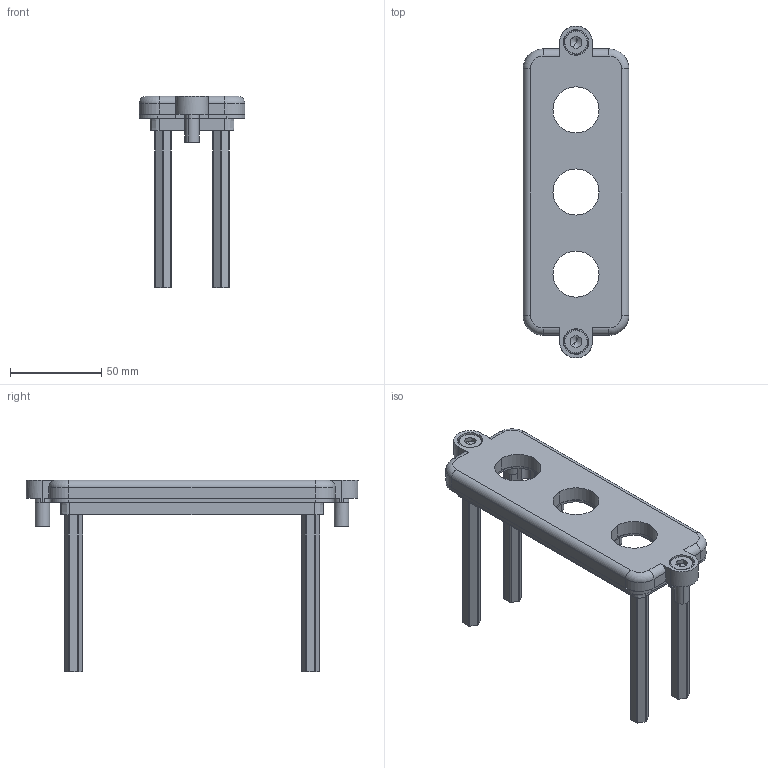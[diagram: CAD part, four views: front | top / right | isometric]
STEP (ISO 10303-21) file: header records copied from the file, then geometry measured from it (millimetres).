
FILE_DESCRIPTION(('CATIA V5 STEP Exchange','CAx-IF Rec.Pracs.--- Model Styling and Organization---1.4--- 2014-01-23'),'2;1');
FILE_NAME ('006711-3_0', '2021-12-08T07:34:52+00:00', ('none'), ('Weidmueller'), 'CATIA Version 5-6 Release 2016 SP3 HF44', 'CATIA V5 STEP AP214', 'none');
FILE_SCHEMA(('AUTOMOTIVE_DESIGN { 1 0 10303 214 1 1 1 1 }'));
Length unit declared in the file: millimetre
Products named in the file (1): 1119980000
Bounding box: 58 x 182 x 105 mm (x, y, z)
Volume: 116950.9 mm3; surface area: 53219.5 mm2
Topology: 5 solids, 5 shells, 432 faces, 1078 edges, 676 vertices
Faces by surface type: cylinder 197, plane 163, cone 36, torus 32, extrusion 4
Entity records: 12152 total; most frequent: CARTESIAN_POINT 2809, ORIENTED_EDGE 2132, DIRECTION 1477, EDGE_CURVE 1066, AXIS2_PLACEMENT_3D 711, VERTEX_POINT 676, VECTOR 516, LINE 512
